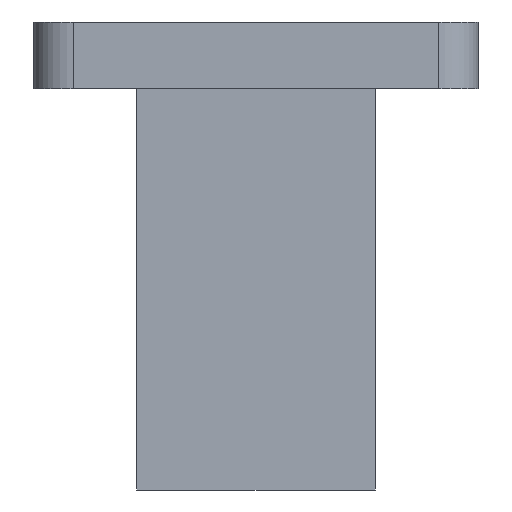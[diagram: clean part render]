
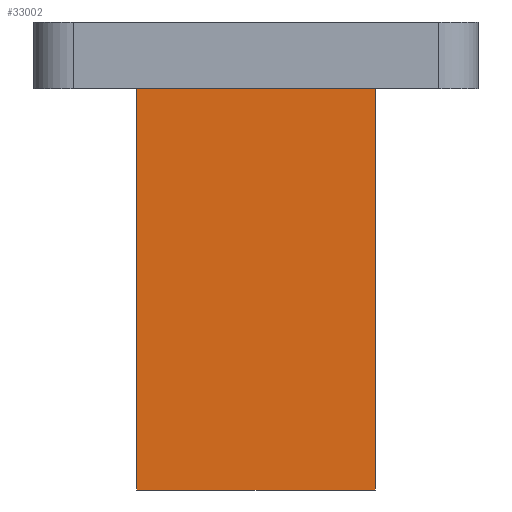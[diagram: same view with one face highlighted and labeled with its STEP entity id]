
A CAD part, front view. The second image highlights one B-rep face of the part: STEP entity #33002.
In plain terms, the highlighted planar face has unit normal (0, -1, 0).
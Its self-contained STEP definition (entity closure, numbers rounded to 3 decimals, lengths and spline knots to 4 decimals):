
#1761 = CARTESIAN_POINT ( 'NONE',  ( -0.3504, -0.1949, -1.1811 ) ) ;
#3432 = DIRECTION ( 'NONE',  ( 0., 0., 1. ) ) ;
#6091 = ORIENTED_EDGE ( 'NONE', *, *, #19848, .T. ) ;
#6844 = CARTESIAN_POINT ( 'NONE',  ( 0.3504, -0.1949, -1.1811 ) ) ;
#7845 = LINE ( 'NONE', #22930, #35680 ) ;
#8370 = LINE ( 'NONE', #58664, #46394 ) ;
#9784 = DIRECTION ( 'NONE',  ( 0., 1., 0. ) ) ;
#10761 = PLANE ( 'NONE',  #62186 ) ;
#11785 = ORIENTED_EDGE ( 'NONE', *, *, #45970, .T. ) ;
#11792 = DIRECTION ( 'NONE',  ( 0., 0., -1. ) ) ;
#13272 = CARTESIAN_POINT ( 'NONE',  ( 0.3504, -0.1949, -1.1811 ) ) ;
#19848 = EDGE_CURVE ( 'NONE', #58616, #48088, #7845, .T. ) ;
#22490 = DIRECTION ( 'NONE',  ( -1., 0., 0. ) ) ;
#22930 = CARTESIAN_POINT ( 'NONE',  ( -0.3504, -0.1949, -1.1811 ) ) ;
#26425 = EDGE_LOOP ( 'NONE', ( #6091, #45119, #63679, #11785 ) ) ;
#30662 = EDGE_CURVE ( 'NONE', #57790, #48088, #8370, .T. ) ;
#32019 = DIRECTION ( 'NONE',  ( -1., 0., 0. ) ) ;
#33002 = ADVANCED_FACE ( 'NONE', ( #56995 ), #10761, .F. ) ;
#34867 = DIRECTION ( 'NONE',  ( -1., 0., 0. ) ) ;
#35680 = VECTOR ( 'NONE', #11792, 39.3701 ) ;
#36717 = EDGE_CURVE ( 'NONE', #57790, #48583, #38315, .T. ) ;
#38315 = LINE ( 'NONE', #13272, #58590 ) ;
#40483 = LINE ( 'NONE', #50676, #42508 ) ;
#42054 = CARTESIAN_POINT ( 'NONE',  ( -0.3504, -0.1949, 0. ) ) ;
#42108 = CARTESIAN_POINT ( 'NONE',  ( 0.3504, -0.1949, 0. ) ) ;
#42508 = VECTOR ( 'NONE', #34867, 39.3701 ) ;
#45119 = ORIENTED_EDGE ( 'NONE', *, *, #30662, .F. ) ;
#45970 = EDGE_CURVE ( 'NONE', #48583, #58616, #40483, .T. ) ;
#46394 = VECTOR ( 'NONE', #22490, 39.3701 ) ;
#48088 = VERTEX_POINT ( 'NONE', #60116 ) ;
#48583 = VERTEX_POINT ( 'NONE', #42108 ) ;
#50676 = CARTESIAN_POINT ( 'NONE',  ( 0., -0.1949, 0. ) ) ;
#56995 = FACE_OUTER_BOUND ( 'NONE', #26425, .T. ) ;
#57790 = VERTEX_POINT ( 'NONE', #6844 ) ;
#58590 = VECTOR ( 'NONE', #3432, 39.3701 ) ;
#58616 = VERTEX_POINT ( 'NONE', #42054 ) ;
#58664 = CARTESIAN_POINT ( 'NONE',  ( -0.3504, -0.1949, -1.1811 ) ) ;
#60116 = CARTESIAN_POINT ( 'NONE',  ( -0.3504, -0.1949, -1.1811 ) ) ;
#62186 = AXIS2_PLACEMENT_3D ( 'NONE', #1761, #9784, #32019 ) ;
#63679 = ORIENTED_EDGE ( 'NONE', *, *, #36717, .T. ) ;
